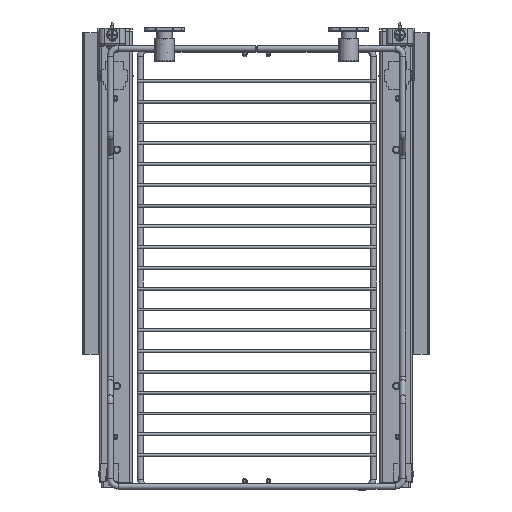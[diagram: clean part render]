
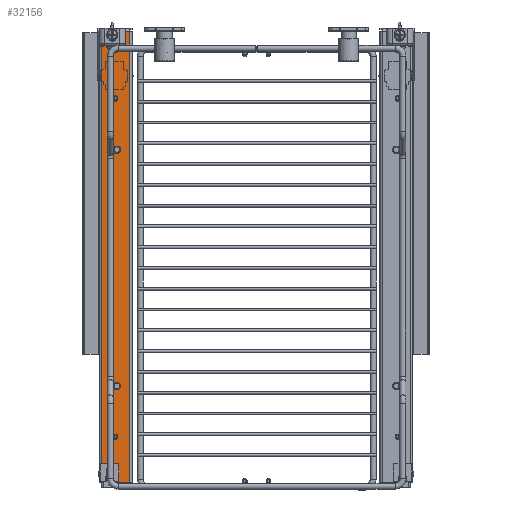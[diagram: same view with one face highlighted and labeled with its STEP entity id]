
A CAD part, top view. The second image highlights one B-rep face of the part: STEP entity #32156.
In plain terms, the highlighted planar face has unit normal (0, 0, 1).
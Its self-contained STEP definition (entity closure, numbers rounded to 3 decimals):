
#31926=CARTESIAN_POINT('',(-0.7,-479.03,1.5));
#31927=VERTEX_POINT('',#31926);
#31928=CARTESIAN_POINT('',(-1.2,-479.53,1.5));
#31929=VERTEX_POINT('',#31928);
#31930=CARTESIAN_POINT('',(-1.2,-479.03,1.5));
#31931=DIRECTION('',(0.0,0.0,-1.0));
#31932=DIRECTION('',(0.707,-0.707,0.0));
#31933=AXIS2_PLACEMENT_3D('',#31930,#31931,#31932);
#31934=CIRCLE('',#31933,0.5);
#31935=EDGE_CURVE('',#31927,#31929,#31934,.T.);
#32012=CARTESIAN_POINT('',(14.05,-477.53,1.5));
#32013=DIRECTION('',(0.0,0.0,1.0));
#32014=DIRECTION('',(1.0,0.0,0.0));
#32015=AXIS2_PLACEMENT_3D('',#32012,#32013,#32014);
#32016=PLANE('',#32015);
#32017=ORIENTED_EDGE('',*,*,#31935,.F.);
#32018=CARTESIAN_POINT('',(-0.7,-463.53,1.5));
#32019=VERTEX_POINT('',#32018);
#32020=CARTESIAN_POINT('',(-0.7,-479.03,1.5));
#32021=DIRECTION('',(0.0,1.0,0.0));
#32022=VECTOR('',#32021,15.5);
#32023=LINE('',#32020,#32022);
#32024=EDGE_CURVE('',#31927,#32019,#32023,.T.);
#32025=ORIENTED_EDGE('',*,*,#32024,.T.);
#32026=CARTESIAN_POINT('',(-0.2,-463.03,1.5));
#32027=VERTEX_POINT('',#32026);
#32028=CARTESIAN_POINT('',(-0.2,-463.53,1.5));
#32029=DIRECTION('',(0.0,0.0,1.0));
#32030=DIRECTION('',(-0.707,0.707,0.0));
#32031=AXIS2_PLACEMENT_3D('',#32028,#32029,#32030);
#32032=CIRCLE('',#32031,0.5);
#32033=EDGE_CURVE('',#32027,#32019,#32032,.T.);
#32034=ORIENTED_EDGE('',*,*,#32033,.F.);
#32035=CARTESIAN_POINT('',(13.8,-463.03,1.5));
#32036=VERTEX_POINT('',#32035);
#32037=CARTESIAN_POINT('',(-0.2,-463.03,1.5));
#32038=DIRECTION('',(1.0,0.0,0.0));
#32039=VECTOR('',#32038,14.);
#32040=LINE('',#32037,#32039);
#32041=EDGE_CURVE('',#32027,#32036,#32040,.T.);
#32042=ORIENTED_EDGE('',*,*,#32041,.T.);
#32043=CARTESIAN_POINT('',(14.3,-463.53,1.5));
#32044=VERTEX_POINT('',#32043);
#32045=CARTESIAN_POINT('',(13.8,-463.53,1.5));
#32046=DIRECTION('',(0.0,0.0,1.));
#32047=DIRECTION('',(0.707,0.707,0.0));
#32048=AXIS2_PLACEMENT_3D('',#32045,#32046,#32047);
#32049=CIRCLE('',#32048,0.5);
#32050=EDGE_CURVE('',#32044,#32036,#32049,.T.);
#32051=ORIENTED_EDGE('',*,*,#32050,.F.);
#32052=CARTESIAN_POINT('',(14.3,-479.03,1.5));
#32053=VERTEX_POINT('',#32052);
#32054=CARTESIAN_POINT('',(14.3,-463.53,1.5));
#32055=DIRECTION('',(0.0,-1.0,0.0));
#32056=VECTOR('',#32055,15.5);
#32057=LINE('',#32054,#32056);
#32058=EDGE_CURVE('',#32044,#32053,#32057,.T.);
#32059=ORIENTED_EDGE('',*,*,#32058,.T.);
#32060=CARTESIAN_POINT('',(14.8,-479.53,1.5));
#32061=VERTEX_POINT('',#32060);
#32062=CARTESIAN_POINT('',(14.8,-479.03,1.5));
#32063=DIRECTION('',(0.0,0.0,-1.0));
#32064=DIRECTION('',(-0.707,-0.707,0.0));
#32065=AXIS2_PLACEMENT_3D('',#32062,#32063,#32064);
#32066=CIRCLE('',#32065,0.5);
#32067=EDGE_CURVE('',#32061,#32053,#32066,.T.);
#32068=ORIENTED_EDGE('',*,*,#32067,.F.);
#32069=CARTESIAN_POINT('',(27.8,-479.53,1.5));
#32070=VERTEX_POINT('',#32069);
#32071=CARTESIAN_POINT('',(27.8,-479.53,1.5));
#32072=DIRECTION('',(-1.0,0.0,0.0));
#32073=VECTOR('',#32072,13.);
#32074=LINE('',#32071,#32073);
#32075=EDGE_CURVE('',#32070,#32061,#32074,.T.);
#32076=ORIENTED_EDGE('',*,*,#32075,.F.);
#32077=CARTESIAN_POINT('',(27.8,-2.03,1.5));
#32078=VERTEX_POINT('',#32077);
#32079=CARTESIAN_POINT('',(27.8,-479.53,1.5));
#32080=DIRECTION('',(0.0,1.0,0.0));
#32081=VECTOR('',#32080,477.5);
#32082=LINE('',#32079,#32081);
#32083=EDGE_CURVE('',#32070,#32078,#32082,.T.);
#32084=ORIENTED_EDGE('',*,*,#32083,.T.);
#32085=CARTESIAN_POINT('',(-1.2,-2.03,1.5));
#32086=VERTEX_POINT('',#32085);
#32087=CARTESIAN_POINT('',(27.8,-2.03,1.5));
#32088=DIRECTION('',(-1.0,0.0,0.0));
#32089=VECTOR('',#32088,29.);
#32090=LINE('',#32087,#32089);
#32091=EDGE_CURVE('',#32078,#32086,#32090,.T.);
#32092=ORIENTED_EDGE('',*,*,#32091,.T.);
#32093=CARTESIAN_POINT('',(-1.2,-2.03,1.5));
#32094=DIRECTION('',(0.0,-1.0,0.0));
#32095=VECTOR('',#32094,477.5);
#32096=LINE('',#32093,#32095);
#32097=EDGE_CURVE('',#32086,#31929,#32096,.T.);
#32098=ORIENTED_EDGE('',*,*,#32097,.T.);
#32099=EDGE_LOOP('',(#32017,#32025,#32034,#32042,#32051,#32059,#32068,#32076,#32084,#32092,#32098));
#32100=FACE_OUTER_BOUND('',#32099,.T.);
#32101=CARTESIAN_POINT('',(11.05,-8.03,1.5));
#32102=VERTEX_POINT('',#32101);
#32103=CARTESIAN_POINT('',(9.05,-8.03,1.5));
#32104=DIRECTION('',(0.0,0.0,-1.0));
#32105=DIRECTION('',(-1.0,0.0,0.0));
#32106=AXIS2_PLACEMENT_3D('',#32103,#32104,#32105);
#32107=CIRCLE('',#32106,2.0);
#32108=EDGE_CURVE('',#32102,#32102,#32107,.T.);
#32109=ORIENTED_EDGE('',*,*,#32108,.T.);
#32110=EDGE_LOOP('',(#32109));
#32111=FACE_BOUND('',#32110,.T.);
#32112=CARTESIAN_POINT('',(15.4,-377.53,1.5));
#32113=VERTEX_POINT('',#32112);
#32114=CARTESIAN_POINT('',(13.4,-377.53,1.5));
#32115=DIRECTION('',(0.0,0.0,-1.0));
#32116=DIRECTION('',(-1.0,0.0,0.0));
#32117=AXIS2_PLACEMENT_3D('',#32114,#32115,#32116);
#32118=CIRCLE('',#32117,2.);
#32119=EDGE_CURVE('',#32113,#32113,#32118,.T.);
#32120=ORIENTED_EDGE('',*,*,#32119,.T.);
#32121=EDGE_LOOP('',(#32120));
#32122=FACE_BOUND('',#32121,.T.);
#32123=CARTESIAN_POINT('',(9.5,-424.33,1.5));
#32124=VERTEX_POINT('',#32123);
#32125=CARTESIAN_POINT('',(7.5,-424.33,1.5));
#32126=DIRECTION('',(0.0,0.0,-1.0));
#32127=DIRECTION('',(-1.0,0.0,0.0));
#32128=AXIS2_PLACEMENT_3D('',#32125,#32126,#32127);
#32129=CIRCLE('',#32128,2.0);
#32130=EDGE_CURVE('',#32124,#32124,#32129,.T.);
#32131=ORIENTED_EDGE('',*,*,#32130,.T.);
#32132=EDGE_LOOP('',(#32131));
#32133=FACE_BOUND('',#32132,.T.);
#32134=CARTESIAN_POINT('',(15.4,-127.53,1.5));
#32135=VERTEX_POINT('',#32134);
#32136=CARTESIAN_POINT('',(13.4,-127.53,1.5));
#32137=DIRECTION('',(0.0,0.0,-1.0));
#32138=DIRECTION('',(-1.0,0.0,0.0));
#32139=AXIS2_PLACEMENT_3D('',#32136,#32137,#32138);
#32140=CIRCLE('',#32139,2.0);
#32141=EDGE_CURVE('',#32135,#32135,#32140,.T.);
#32142=ORIENTED_EDGE('',*,*,#32141,.T.);
#32143=EDGE_LOOP('',(#32142));
#32144=FACE_BOUND('',#32143,.T.);
#32145=CARTESIAN_POINT('',(9.5,-74.33,1.5));
#32146=VERTEX_POINT('',#32145);
#32147=CARTESIAN_POINT('',(7.5,-74.33,1.5));
#32148=DIRECTION('',(0.0,0.0,-1.0));
#32149=DIRECTION('',(-1.0,0.0,0.0));
#32150=AXIS2_PLACEMENT_3D('',#32147,#32148,#32149);
#32151=CIRCLE('',#32150,2.0);
#32152=EDGE_CURVE('',#32146,#32146,#32151,.T.);
#32153=ORIENTED_EDGE('',*,*,#32152,.T.);
#32154=EDGE_LOOP('',(#32153));
#32155=FACE_BOUND('',#32154,.T.);
#32156=ADVANCED_FACE('',(#32100,#32111,#32122,#32133,#32144,#32155),#32016,.T.);
